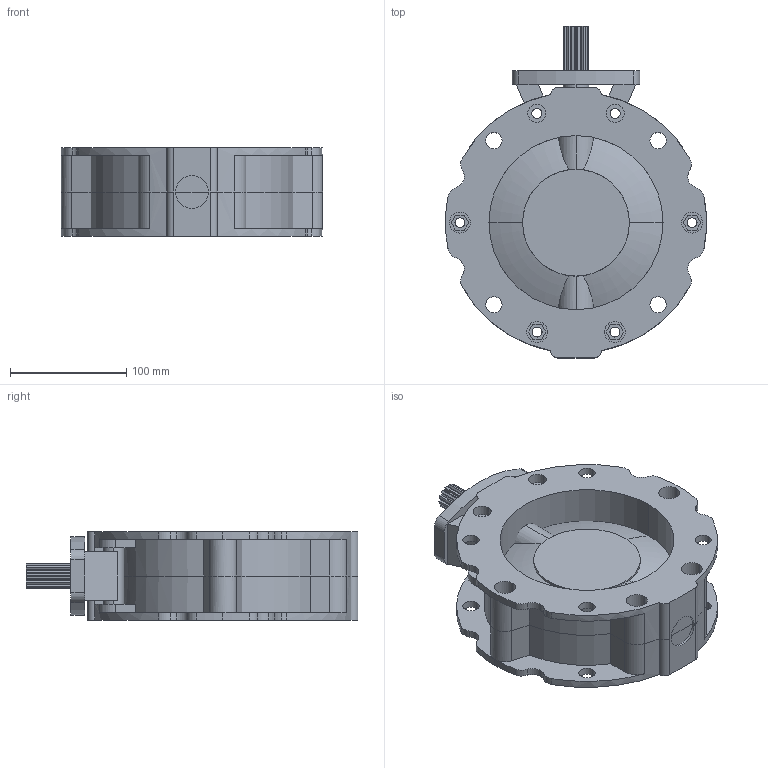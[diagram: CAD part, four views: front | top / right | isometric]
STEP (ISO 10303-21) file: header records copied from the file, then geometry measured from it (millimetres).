
FILE_DESCRIPTION (( 'STEP AP214' ), '1' );
FILE_NAME ('SCBF-BV2-6JA-150.step', '2025-09-25T05:49:54', ( 'KTP' ), ( '' ), 'SwSTEP 2.0', 'SolidWorks 2021', '' );
FILE_SCHEMA (( 'AUTOMOTIVE_DESIGN' ));
Length unit declared in the file: millimetre
Products named in the file (1): SCBF-BV2-6JA-150
Bounding box: 225 x 286 x 76 mm (x, y, z)
Volume: 1537220.6 mm3; surface area: 272200.3 mm2
Topology: 6 solids, 6 shells, 400 faces, 1062 edges, 693 vertices
Faces by surface type: cylinder 199, plane 171, cone 24, torus 4, sphere 2
Entity records: 14294 total; most frequent: CARTESIAN_POINT 2396, DIRECTION 2316, ORIENTED_EDGE 2116, EDGE_CURVE 1058, AXIS2_PLACEMENT_3D 873, VERTEX_POINT 693, LINE 570, VECTOR 570
